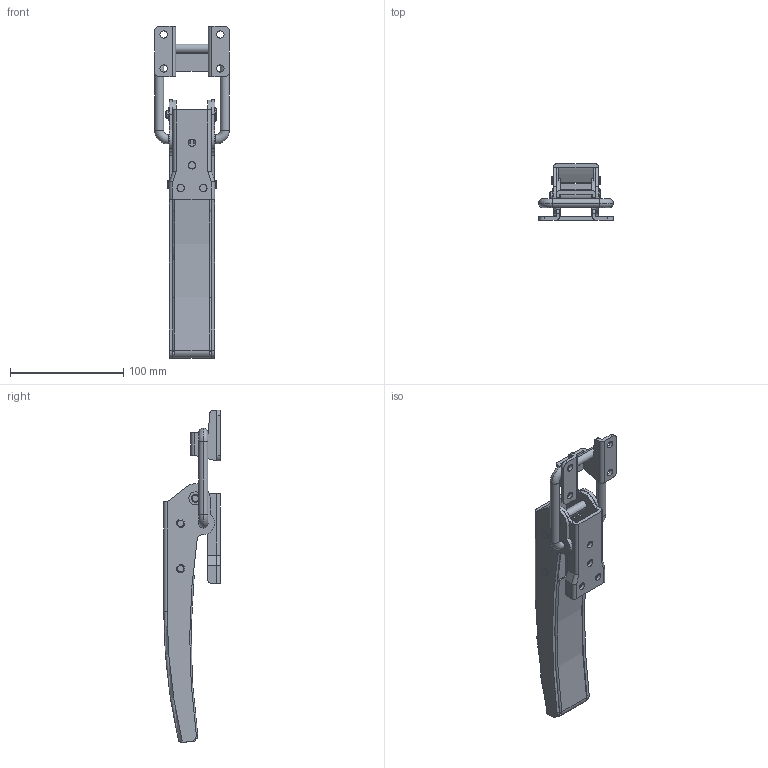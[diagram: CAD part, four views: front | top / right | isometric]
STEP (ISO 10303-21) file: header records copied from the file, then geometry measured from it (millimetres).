
FILE_DESCRIPTION (( 'STEP AP203' ), '1' );
FILE_NAME ('C-1367-A-1.STEP', '2011-12-05T06:37:45', ( '11sw' ), ( 'タキゲン製造株式会社' ), 'SwSTEP 2.0', 'SolidWorks 2011', '' );
FILE_SCHEMA (( 'CONFIG_CONTROL_DESIGN' ));
Length unit declared in the file: millimetre
Products named in the file (9): C-1367-A-1; C-1367-A-1_ハンドルカバー_; C-1367-A-1平座金_; C-1367-A-1ピン_; C-1367-A-1儕儀僢僩_; C-1367-A-1受け_; C-1367-A-1僼僢僋_; C-1367-A-1儀乕僗_; C-1367-A-1忡巍揕
Assembly tree (11 placements, depth 2):
  C-1367-A-1
    C-1367-A-1_ハンドルカバー_
    C-1367-A-1ピン_
    C-1367-A-1儕儀僢僩_  x4
    C-1367-A-1平座金_
    C-1367-A-1忡巍揕
    C-1367-A-1受け_
    C-1367-A-1儀乕僗_
    C-1367-A-1僼僢僋_
Bounding box: 66 x 50 x 293 mm (x, y, z)
Volume: 113380.6 mm3; surface area: 92523 mm2
Topology: 11 solids, 11 shells, 262 faces, 646 edges, 412 vertices
Faces by surface type: cylinder 132, plane 96, torus 30, cone 4
Entity records: 8369 total; most frequent: DIRECTION 1364, CARTESIAN_POINT 1327, ORIENTED_EDGE 1196, EDGE_CURVE 598, AXIS2_PLACEMENT_3D 529, VERTEX_POINT 382, VECTOR 306, LINE 306
